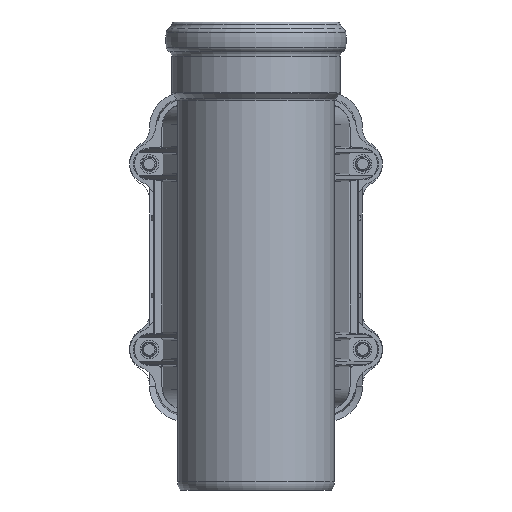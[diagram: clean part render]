
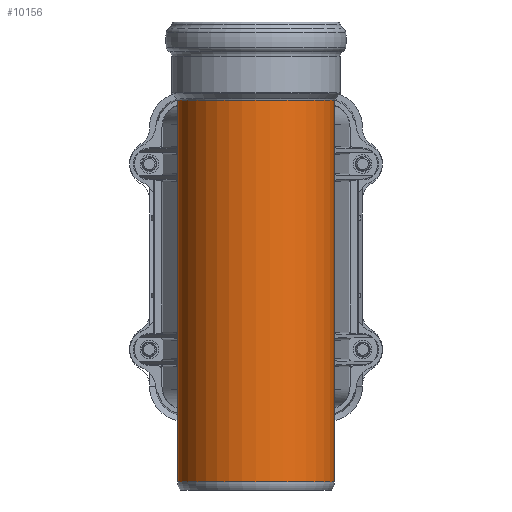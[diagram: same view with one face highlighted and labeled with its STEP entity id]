
A CAD part, front view. The second image highlights one B-rep face of the part: STEP entity #10156.
In plain terms, the highlighted cylindrical face has radius 67.65 mm (diameter 135.3 mm), a full revolution.
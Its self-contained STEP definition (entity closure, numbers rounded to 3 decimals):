
#131=B_SPLINE_CURVE_WITH_KNOTS('',3,(#15533,#15534,#15535,#15536,#15537,
#15538,#15539,#15540,#15541,#15542),.UNSPECIFIED.,.F.,.F.,(4,1,1,1,1,1,
1,4),(0.,0.154,0.308,0.616,1.232,
2.465,3.697,4.314),.UNSPECIFIED.);
#133=B_SPLINE_CURVE_WITH_KNOTS('',3,(#15612,#15613,#15614,#15615,#15616,
#15617,#15618,#15619,#15620,#15621),.UNSPECIFIED.,.F.,.F.,(4,1,1,1,1,1,
1,4),(0.,0.616,1.849,3.082,3.699,
4.007,4.161,4.315),.UNSPECIFIED.);
#135=B_SPLINE_CURVE_WITH_KNOTS('',3,(#15690,#15691,#15692,#15693,#15694,
#15695,#15696,#15697,#15698,#15699),.UNSPECIFIED.,.F.,.F.,(4,1,1,1,1,1,
1,4),(0.,0.154,0.308,0.616,
1.232,1.849,3.081,4.314),
 .UNSPECIFIED.);
#137=B_SPLINE_CURVE_WITH_KNOTS('',3,(#15768,#15769,#15770,#15771,#15772,
#15773,#15774,#15775,#15776,#15777),.UNSPECIFIED.,.F.,.F.,(4,1,1,1,1,1,
1,4),(0.,1.233,2.466,3.082,3.699,
4.007,4.161,4.315),.UNSPECIFIED.);
#217=FACE_BOUND('',#3596,.T.);
#218=FACE_BOUND('',#3597,.T.);
#949=LINE('',#15626,#1955);
#950=LINE('',#15779,#1956);
#1955=VECTOR('',#12461,228.1);
#1956=VECTOR('',#12476,228.1);
#2755=CYLINDRICAL_SURFACE('',#10902,67.65);
#3003=FACE_OUTER_BOUND('',#3595,.T.);
#3595=EDGE_LOOP('',(#7812));
#3596=EDGE_LOOP('',(#7813));
#3597=EDGE_LOOP('',(#7814,#7815,#7816,#7817,#7818,#7819,#7820,#7821));
#4177=CIRCLE('',#10886,67.65);
#4183=CIRCLE('',#10894,67.65);
#4185=CIRCLE('',#10903,67.65);
#4186=CIRCLE('',#10904,67.65);
#4697=VERTEX_POINT('',#15518);
#4699=VERTEX_POINT('',#15531);
#4700=VERTEX_POINT('',#15544);
#4702=VERTEX_POINT('',#15599);
#4704=VERTEX_POINT('',#15623);
#4705=VERTEX_POINT('',#15677);
#4707=VERTEX_POINT('',#15701);
#4709=VERTEX_POINT('',#15756);
#4713=VERTEX_POINT('',#15794);
#4714=VERTEX_POINT('',#15796);
#5849=EDGE_CURVE('',#4699,#4697,#131,.T.);
#5852=EDGE_CURVE('',#4697,#4700,#4177,.T.);
#5855=EDGE_CURVE('',#4700,#4702,#133,.T.);
#5858=EDGE_CURVE('',#4702,#4704,#949,.T.);
#5861=EDGE_CURVE('',#4704,#4705,#135,.T.);
#5864=EDGE_CURVE('',#4705,#4707,#4183,.T.);
#5867=EDGE_CURVE('',#4707,#4709,#137,.T.);
#5868=EDGE_CURVE('',#4709,#4699,#950,.T.);
#5876=EDGE_CURVE('',#4713,#4713,#4185,.T.);
#5877=EDGE_CURVE('',#4714,#4714,#4186,.T.);
#7812=ORIENTED_EDGE('',*,*,#5876,.F.);
#7813=ORIENTED_EDGE('',*,*,#5877,.T.);
#7814=ORIENTED_EDGE('',*,*,#5849,.F.);
#7815=ORIENTED_EDGE('',*,*,#5868,.F.);
#7816=ORIENTED_EDGE('',*,*,#5867,.F.);
#7817=ORIENTED_EDGE('',*,*,#5864,.F.);
#7818=ORIENTED_EDGE('',*,*,#5861,.F.);
#7819=ORIENTED_EDGE('',*,*,#5858,.F.);
#7820=ORIENTED_EDGE('',*,*,#5855,.F.);
#7821=ORIENTED_EDGE('',*,*,#5852,.F.);
#10156=ADVANCED_FACE('',(#3003,#217,#218),#2755,.T.);
#10886=AXIS2_PLACEMENT_3D('',#15548,#12452,#12453);
#10894=AXIS2_PLACEMENT_3D('',#15705,#12470,#12471);
#10902=AXIS2_PLACEMENT_3D('',#15793,#12492,#12493);
#10903=AXIS2_PLACEMENT_3D('',#15795,#12494,#12495);
#10904=AXIS2_PLACEMENT_3D('',#15797,#12496,#12497);
#12452=DIRECTION('center_axis',(0.,0.,1.));
#12453=DIRECTION('ref_axis',(0.,1.,0.));
#12461=DIRECTION('',(0.,0.,1.));
#12470=DIRECTION('center_axis',(0.,0.,-1.));
#12471=DIRECTION('ref_axis',(0.,1.,0.));
#12476=DIRECTION('',(0.,0.,-1.));
#12492=DIRECTION('center_axis',(0.,0.,1.));
#12493=DIRECTION('ref_axis',(-1.,0.,0.));
#12494=DIRECTION('center_axis',(0.,0.,1.));
#12495=DIRECTION('ref_axis',(-1.,0.,0.));
#12496=DIRECTION('center_axis',(0.,0.,1.));
#12497=DIRECTION('ref_axis',(-1.,0.,0.));
#15518=CARTESIAN_POINT('',(57.765,35.21,70.));
#15531=CARTESIAN_POINT('',(67.65,-0.101,87.05));
#15533=CARTESIAN_POINT('Ctrl Pts',(67.65,-0.101,
87.05));
#15534=CARTESIAN_POINT('Ctrl Pts',(67.65,-0.101,
86.536));
#15535=CARTESIAN_POINT('Ctrl Pts',(67.651,0.142,85.52));
#15536=CARTESIAN_POINT('Ctrl Pts',(67.644,1.248,83.777));
#15537=CARTESIAN_POINT('Ctrl Pts',(67.572,3.873,81.335));
#15538=CARTESIAN_POINT('Ctrl Pts',(67.088,9.885,77.517));
#15539=CARTESIAN_POINT('Ctrl Pts',(65.273,18.971,73.276));
#15540=CARTESIAN_POINT('Ctrl Pts',(61.743,28.156,70.519));
#15541=CARTESIAN_POINT('Ctrl Pts',(58.818,33.482,70.));
#15542=CARTESIAN_POINT('Ctrl Pts',(57.765,35.21,70.));
#15544=CARTESIAN_POINT('',(-57.765,35.21,70.));
#15548=CARTESIAN_POINT('Origin',(0.,0.,70.));
#15599=CARTESIAN_POINT('',(-67.65,-0.101,87.05));
#15612=CARTESIAN_POINT('Ctrl Pts',(-57.765,35.21,70.));
#15613=CARTESIAN_POINT('Ctrl Pts',(-58.819,33.481,70.));
#15614=CARTESIAN_POINT('Ctrl Pts',(-61.745,28.155,70.518));
#15615=CARTESIAN_POINT('Ctrl Pts',(-65.275,18.96,73.281));
#15616=CARTESIAN_POINT('Ctrl Pts',(-67.087,9.888,77.516));
#15617=CARTESIAN_POINT('Ctrl Pts',(-67.572,3.873,81.336));
#15618=CARTESIAN_POINT('Ctrl Pts',(-67.644,1.247,83.78));
#15619=CARTESIAN_POINT('Ctrl Pts',(-67.651,0.142,
85.524));
#15620=CARTESIAN_POINT('Ctrl Pts',(-67.65,-0.101,
86.536));
#15621=CARTESIAN_POINT('Ctrl Pts',(-67.65,-0.101,
87.05));
#15623=CARTESIAN_POINT('',(-67.65,-0.101,315.15));
#15626=CARTESIAN_POINT('',(-67.65,-0.101,0.));
#15677=CARTESIAN_POINT('',(-57.765,35.21,332.2));
#15690=CARTESIAN_POINT('Ctrl Pts',(-67.65,-0.101,
315.15));
#15691=CARTESIAN_POINT('Ctrl Pts',(-67.65,-0.101,
315.664));
#15692=CARTESIAN_POINT('Ctrl Pts',(-67.651,0.143,
316.68));
#15693=CARTESIAN_POINT('Ctrl Pts',(-67.644,1.248,318.423));
#15694=CARTESIAN_POINT('Ctrl Pts',(-67.572,3.875,320.86));
#15695=CARTESIAN_POINT('Ctrl Pts',(-67.226,8.16,323.606));
#15696=CARTESIAN_POINT('Ctrl Pts',(-66.073,15.307,327.291));
#15697=CARTESIAN_POINT('Ctrl Pts',(-63.427,24.498,330.852));
#15698=CARTESIAN_POINT('Ctrl Pts',(-59.872,31.753,332.2));
#15699=CARTESIAN_POINT('Ctrl Pts',(-57.765,35.21,332.2));
#15701=CARTESIAN_POINT('',(57.765,35.21,332.2));
#15705=CARTESIAN_POINT('Origin',(0.,0.,332.2));
#15756=CARTESIAN_POINT('',(67.65,-0.101,315.15));
#15768=CARTESIAN_POINT('Ctrl Pts',(57.765,35.21,332.2));
#15769=CARTESIAN_POINT('Ctrl Pts',(59.873,31.752,332.2));
#15770=CARTESIAN_POINT('Ctrl Pts',(63.428,24.495,330.852));
#15771=CARTESIAN_POINT('Ctrl Pts',(66.074,15.299,327.286));
#15772=CARTESIAN_POINT('Ctrl Pts',(67.225,8.165,323.607));
#15773=CARTESIAN_POINT('Ctrl Pts',(67.572,3.875,320.857));
#15774=CARTESIAN_POINT('Ctrl Pts',(67.644,1.248,318.42));
#15775=CARTESIAN_POINT('Ctrl Pts',(67.651,0.142,316.675));
#15776=CARTESIAN_POINT('Ctrl Pts',(67.65,-0.101,
315.664));
#15777=CARTESIAN_POINT('Ctrl Pts',(67.65,-0.101,
315.15));
#15779=CARTESIAN_POINT('',(67.65,-0.101,0.));
#15793=CARTESIAN_POINT('Origin',(0.,0.,0.));
#15794=CARTESIAN_POINT('',(67.65,0.,336.074));
#15795=CARTESIAN_POINT('Origin',(0.,0.,336.074));
#15796=CARTESIAN_POINT('',(0.,-67.65,7.));
#15797=CARTESIAN_POINT('Origin',(0.,0.,7.));
